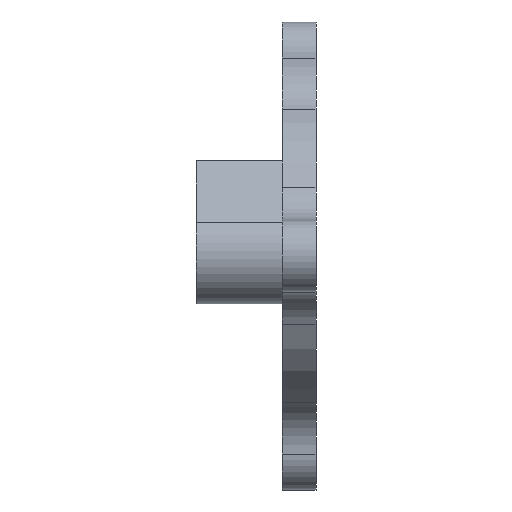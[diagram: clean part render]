
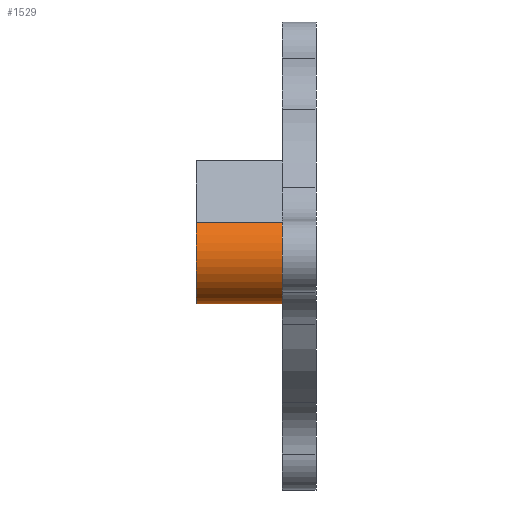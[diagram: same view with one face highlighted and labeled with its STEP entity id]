
A CAD part, left-side view. The second image highlights one B-rep face of the part: STEP entity #1529.
In plain terms, the highlighted cylindrical face has radius 10 mm (diameter 20 mm), a partial arc.
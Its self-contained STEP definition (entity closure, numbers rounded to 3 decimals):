
#18 = DIRECTION ( 'NONE',  ( 0., -1., 0. ) ) ;
#59 = DIRECTION ( 'NONE',  ( 0., 1., 0. ) ) ;
#108 = CARTESIAN_POINT ( 'NONE',  ( -7.071, 7., 7.071 ) ) ;
#252 = FACE_OUTER_BOUND ( 'NONE', #1480, .T. ) ;
#301 = EDGE_CURVE ( 'NONE', #1307, #1150, #1067, .T. ) ;
#346 = AXIS2_PLACEMENT_3D ( 'NONE', #392, #516, #383 ) ;
#348 = CIRCLE ( 'NONE', #1255, 10. ) ;
#383 = DIRECTION ( 'NONE',  ( 0., 0., -1. ) ) ;
#392 = CARTESIAN_POINT ( 'NONE',  ( 0., 25., 0. ) ) ;
#410 = ORIENTED_EDGE ( 'NONE', *, *, #301, .F. ) ;
#439 = DIRECTION ( 'NONE',  ( 0., 1., 0. ) ) ;
#451 = CARTESIAN_POINT ( 'NONE',  ( 0., 25., -10. ) ) ;
#516 = DIRECTION ( 'NONE',  ( 0., -1., 0. ) ) ;
#561 = LINE ( 'NONE', #1043, #564 ) ;
#564 = VECTOR ( 'NONE', #1038, 1000. ) ;
#571 = EDGE_CURVE ( 'NONE', #1470, #1150, #760, .T. ) ;
#572 = EDGE_CURVE ( 'NONE', #1007, #1307, #348, .T. ) ;
#648 = VECTOR ( 'NONE', #18, 1000. ) ;
#664 = CARTESIAN_POINT ( 'NONE',  ( 0., 25., 0. ) ) ;
#677 = AXIS2_PLACEMENT_3D ( 'NONE', #1387, #59, #1249 ) ;
#691 = ORIENTED_EDGE ( 'NONE', *, *, #571, .T. ) ;
#751 = ORIENTED_EDGE ( 'NONE', *, *, #572, .F. ) ;
#760 = CIRCLE ( 'NONE', #677, 10. ) ;
#813 = CYLINDRICAL_SURFACE ( 'NONE', #346, 10. ) ;
#819 = ORIENTED_EDGE ( 'NONE', *, *, #1081, .T. ) ;
#1007 = VERTEX_POINT ( 'NONE', #451 ) ;
#1038 = DIRECTION ( 'NONE',  ( 0., -1., 0. ) ) ;
#1043 = CARTESIAN_POINT ( 'NONE',  ( 0., 25., -10. ) ) ;
#1067 = LINE ( 'NONE', #1213, #648 ) ;
#1081 = EDGE_CURVE ( 'NONE', #1007, #1470, #561, .T. ) ;
#1150 = VERTEX_POINT ( 'NONE', #108 ) ;
#1213 = CARTESIAN_POINT ( 'NONE',  ( -7.071, 63., 7.071 ) ) ;
#1249 = DIRECTION ( 'NONE',  ( 0., 0., 1. ) ) ;
#1255 = AXIS2_PLACEMENT_3D ( 'NONE', #664, #439, #1494 ) ;
#1307 = VERTEX_POINT ( 'NONE', #1488 ) ;
#1387 = CARTESIAN_POINT ( 'NONE',  ( 0., 7., 0. ) ) ;
#1470 = VERTEX_POINT ( 'NONE', #1501 ) ;
#1480 = EDGE_LOOP ( 'NONE', ( #751, #819, #691, #410 ) ) ;
#1488 = CARTESIAN_POINT ( 'NONE',  ( -7.071, 25., 7.071 ) ) ;
#1494 = DIRECTION ( 'NONE',  ( 0., 0., 1. ) ) ;
#1501 = CARTESIAN_POINT ( 'NONE',  ( 0., 7., -10. ) ) ;
#1529 = ADVANCED_FACE ( 'NONE', ( #252 ), #813, .T. ) ;
